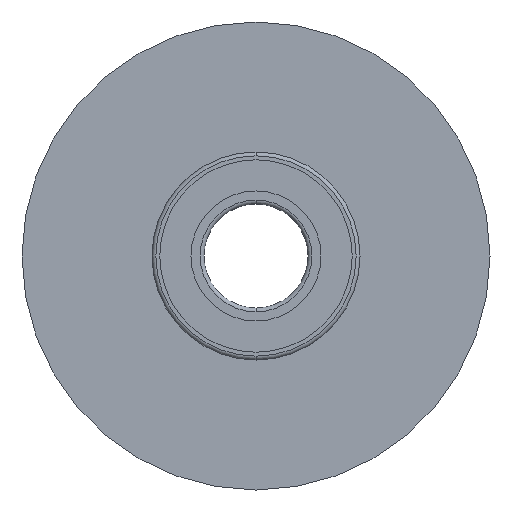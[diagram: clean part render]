
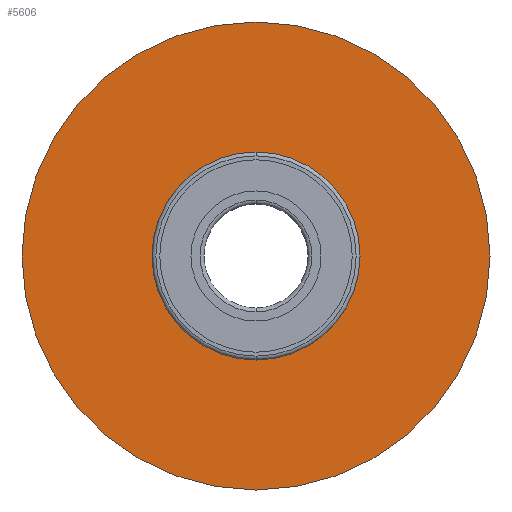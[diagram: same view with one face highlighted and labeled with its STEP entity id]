
A CAD part, left-side view. The second image highlights one B-rep face of the part: STEP entity #5606.
In plain terms, the highlighted planar face has unit normal (-1, 0, 0).
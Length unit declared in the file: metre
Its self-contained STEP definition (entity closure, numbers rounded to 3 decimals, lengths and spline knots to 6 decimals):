
#77 = CARTESIAN_POINT ( 'NONE',  ( -0.0045, 0., 0.004 ) ) ;
#244 = CIRCLE ( 'NONE', #5612, 0.004 ) ;
#343 = FACE_BOUND ( 'NONE', #5213, .T. ) ;
#651 = CARTESIAN_POINT ( 'NONE',  ( -0.0045, 0., 0. ) ) ;
#685 = CARTESIAN_POINT ( 'NONE',  ( -0.0045, 0., 0. ) ) ;
#686 = VERTEX_POINT ( 'NONE', #1589 ) ;
#1154 = DIRECTION ( 'NONE',  ( 1., 0., 0. ) ) ;
#1228 = AXIS2_PLACEMENT_3D ( 'NONE', #2728, #5322, #1434 ) ;
#1434 = DIRECTION ( 'NONE',  ( 0., 0., 1. ) ) ;
#1457 = ORIENTED_EDGE ( 'NONE', *, *, #2129, .F. ) ;
#1501 = AXIS2_PLACEMENT_3D ( 'NONE', #651, #3661, #5372 ) ;
#1576 = DIRECTION ( 'NONE',  ( 0., 1., 0. ) ) ;
#1589 = CARTESIAN_POINT ( 'NONE',  ( -0.0045, 0., 0.009 ) ) ;
#1777 = CIRCLE ( 'NONE', #1228, 0.009 ) ;
#1865 = CIRCLE ( 'NONE', #1501, 0.009 ) ;
#1961 = EDGE_CURVE ( 'NONE', #5175, #3077, #2896, .T. ) ;
#1988 = ORIENTED_EDGE ( 'NONE', *, *, #4305, .T. ) ;
#2095 = CARTESIAN_POINT ( 'NONE',  ( -0.0045, 0., 0.0065 ) ) ;
#2129 = EDGE_CURVE ( 'NONE', #3077, #5175, #244, .T. ) ;
#2435 = DIRECTION ( 'NONE',  ( -1., 0., 0. ) ) ;
#2444 = AXIS2_PLACEMENT_3D ( 'NONE', #2095, #1154, #1576 ) ;
#2728 = CARTESIAN_POINT ( 'NONE',  ( -0.0045, 0., 0. ) ) ;
#2896 = CIRCLE ( 'NONE', #4531, 0.004 ) ;
#2955 = FACE_OUTER_BOUND ( 'NONE', #3643, .T. ) ;
#3077 = VERTEX_POINT ( 'NONE', #3397 ) ;
#3397 = CARTESIAN_POINT ( 'NONE',  ( -0.0045, 0., -0.004 ) ) ;
#3487 = CARTESIAN_POINT ( 'NONE',  ( -0.0045, 0., 0. ) ) ;
#3551 = DIRECTION ( 'NONE',  ( 0., 0., 1. ) ) ;
#3643 = EDGE_LOOP ( 'NONE', ( #4047, #1988 ) ) ;
#3661 = DIRECTION ( 'NONE',  ( -1., 0., 0. ) ) ;
#4047 = ORIENTED_EDGE ( 'NONE', *, *, #4276, .T. ) ;
#4179 = DIRECTION ( 'NONE',  ( 0., 0., 1. ) ) ;
#4190 = PLANE ( 'NONE',  #2444 ) ;
#4276 = EDGE_CURVE ( 'NONE', #686, #5069, #1865, .T. ) ;
#4305 = EDGE_CURVE ( 'NONE', #5069, #686, #1777, .T. ) ;
#4531 = AXIS2_PLACEMENT_3D ( 'NONE', #685, #2435, #4179 ) ;
#4646 = CARTESIAN_POINT ( 'NONE',  ( -0.0045, 0., -0.009 ) ) ;
#4720 = ORIENTED_EDGE ( 'NONE', *, *, #1961, .F. ) ;
#5069 = VERTEX_POINT ( 'NONE', #4646 ) ;
#5175 = VERTEX_POINT ( 'NONE', #77 ) ;
#5213 = EDGE_LOOP ( 'NONE', ( #4720, #1457 ) ) ;
#5236 = DIRECTION ( 'NONE',  ( -1., 0., 0. ) ) ;
#5322 = DIRECTION ( 'NONE',  ( -1., 0., 0. ) ) ;
#5372 = DIRECTION ( 'NONE',  ( 0., 0., 1. ) ) ;
#5606 = ADVANCED_FACE ( 'NONE', ( #343, #2955 ), #4190, .F. ) ;
#5612 = AXIS2_PLACEMENT_3D ( 'NONE', #3487, #5236, #3551 ) ;
